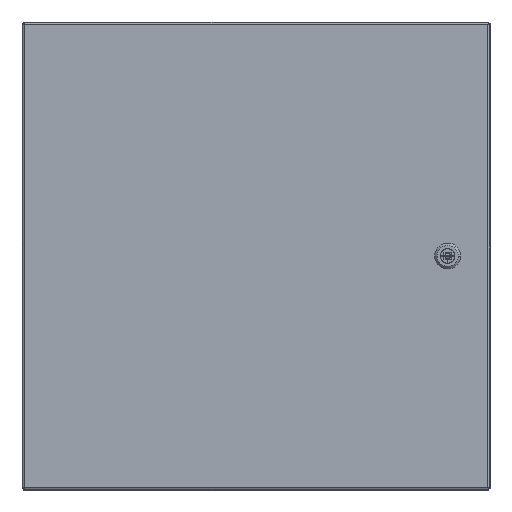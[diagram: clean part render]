
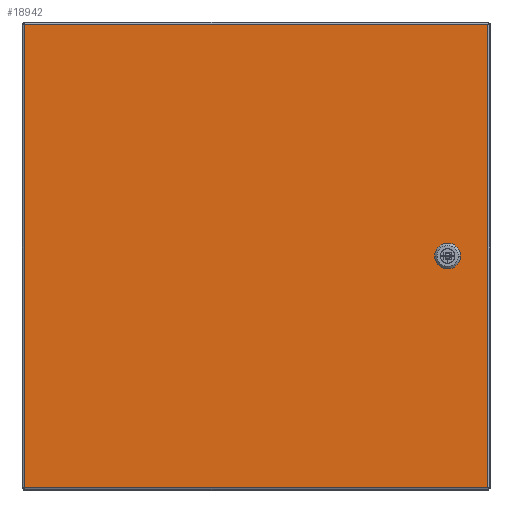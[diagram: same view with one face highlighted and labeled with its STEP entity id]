
A CAD part, front view. The second image highlights one B-rep face of the part: STEP entity #18942.
In plain terms, the highlighted planar face has unit normal (0, -1, 0).
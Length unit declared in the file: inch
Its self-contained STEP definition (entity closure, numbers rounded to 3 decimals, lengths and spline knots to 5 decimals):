
#28 = CARTESIAN_POINT ( 'NONE',  ( 9.901, -10.822, 9.898 ) ) ;
#168 = VERTEX_POINT ( 'NONE', #20966 ) ;
#453 = CARTESIAN_POINT ( 'NONE',  ( -9.896, -10.822, -9.899 ) ) ;
#1223 = PLANE ( 'NONE',  #10851 ) ;
#1286 = CARTESIAN_POINT ( 'NONE',  ( 8.422, -10.822, 0.395 ) ) ;
#1818 = CARTESIAN_POINT ( 'NONE',  ( -9.896, -10.822, 9.898 ) ) ;
#1858 = VECTOR ( 'NONE', #18030, 39.37008 ) ;
#2295 = LINE ( 'NONE', #10499, #18388 ) ;
#2821 = VECTOR ( 'NONE', #5746, 39.37008 ) ;
#3066 = DIRECTION ( 'NONE',  ( 0., -1., 0. ) ) ;
#3106 = CARTESIAN_POINT ( 'NONE',  ( 8.5865, -10.822, -0.2315 ) ) ;
#3110 = ORIENTED_EDGE ( 'NONE', *, *, #20615, .T. ) ;
#3306 = EDGE_CURVE ( 'NONE', #6561, #6787, #13296, .T. ) ;
#3710 = VECTOR ( 'NONE', #3779, 39.37008 ) ;
#3718 = DIRECTION ( 'NONE',  ( 0., 0., -1. ) ) ;
#3779 = DIRECTION ( 'NONE',  ( -0.707, 0., 0.707 ) ) ;
#5104 = CARTESIAN_POINT ( 'NONE',  ( 7.96, -10.822, -0.396 ) ) ;
#5118 = DIRECTION ( 'NONE',  ( 0.707, 0., 0.707 ) ) ;
#5223 = ORIENTED_EDGE ( 'NONE', *, *, #14805, .T. ) ;
#5421 = CARTESIAN_POINT ( 'NONE',  ( 8.5865, -10.822, 0.2305 ) ) ;
#5746 = DIRECTION ( 'NONE',  ( -1., 0., 0. ) ) ;
#5845 = ORIENTED_EDGE ( 'NONE', *, *, #18813, .T. ) ;
#6181 = VECTOR ( 'NONE', #15232, 39.37008 ) ;
#6561 = VERTEX_POINT ( 'NONE', #5104 ) ;
#6787 = VERTEX_POINT ( 'NONE', #19272 ) ;
#7122 = CARTESIAN_POINT ( 'NONE',  ( 9.901, -10.822, -9.899 ) ) ;
#7151 = LINE ( 'NONE', #15594, #2821 ) ;
#7305 = LINE ( 'NONE', #10336, #12611 ) ;
#7316 = VECTOR ( 'NONE', #5118, 39.37008 ) ;
#7630 = ORIENTED_EDGE ( 'NONE', *, *, #21209, .T. ) ;
#7792 = VERTEX_POINT ( 'NONE', #9515 ) ;
#8099 = DIRECTION ( 'NONE',  ( 1., 0., 0. ) ) ;
#8116 = ORIENTED_EDGE ( 'NONE', *, *, #21057, .T. ) ;
#8717 = CARTESIAN_POINT ( 'NONE',  ( 8.422, -10.822, 0.395 ) ) ;
#9055 = VERTEX_POINT ( 'NONE', #5421 ) ;
#9088 = VERTEX_POINT ( 'NONE', #13329 ) ;
#9515 = CARTESIAN_POINT ( 'NONE',  ( 7.96, -10.822, 0.395 ) ) ;
#9541 = EDGE_CURVE ( 'NONE', #7792, #14142, #7305, .T. ) ;
#9632 = VECTOR ( 'NONE', #8099, 39.37008 ) ;
#10268 = VECTOR ( 'NONE', #12144, 39.37008 ) ;
#10336 = CARTESIAN_POINT ( 'NONE',  ( 8.422, -10.822, 0.395 ) ) ;
#10499 = CARTESIAN_POINT ( 'NONE',  ( 7.7955, -10.822, 0.2305 ) ) ;
#10642 = VECTOR ( 'NONE', #3718, 39.37008 ) ;
#10851 = AXIS2_PLACEMENT_3D ( 'NONE', #19299, #3066, #20808 ) ;
#11852 = LINE ( 'NONE', #8717, #16342 ) ;
#12049 = EDGE_CURVE ( 'NONE', #9055, #9088, #15743, .T. ) ;
#12144 = DIRECTION ( 'NONE',  ( 0., 0., -1. ) ) ;
#12174 = DIRECTION ( 'NONE',  ( 0.707, 0., -0.707 ) ) ;
#12225 = CARTESIAN_POINT ( 'NONE',  ( 8.422, -10.822, -0.396 ) ) ;
#12611 = VECTOR ( 'NONE', #15441, 39.37008 ) ;
#12627 = VERTEX_POINT ( 'NONE', #7122 ) ;
#12679 = FACE_OUTER_BOUND ( 'NONE', #18111, .T. ) ;
#13177 = LINE ( 'NONE', #17742, #9632 ) ;
#13289 = VERTEX_POINT ( 'NONE', #17908 ) ;
#13296 = LINE ( 'NONE', #18377, #3710 ) ;
#13329 = CARTESIAN_POINT ( 'NONE',  ( 8.5865, -10.822, -0.2315 ) ) ;
#13333 = LINE ( 'NONE', #19946, #7316 ) ;
#13381 = LINE ( 'NONE', #16947, #16727 ) ;
#13418 = VERTEX_POINT ( 'NONE', #28 ) ;
#13623 = EDGE_CURVE ( 'NONE', #14782, #6561, #7151, .T. ) ;
#13700 = DIRECTION ( 'NONE',  ( 0., 0., 1. ) ) ;
#14142 = VERTEX_POINT ( 'NONE', #1286 ) ;
#14711 = EDGE_CURVE ( 'NONE', #13289, #7792, #13333, .T. ) ;
#14782 = VERTEX_POINT ( 'NONE', #12225 ) ;
#14805 = EDGE_CURVE ( 'NONE', #6787, #13289, #2295, .T. ) ;
#15126 = EDGE_LOOP ( 'NONE', ( #5223, #19628, #20924, #19202, #18551, #5845, #20749, #21120 ) ) ;
#15232 = DIRECTION ( 'NONE',  ( -1., 0., 0. ) ) ;
#15360 = EDGE_CURVE ( 'NONE', #14142, #9055, #11852, .T. ) ;
#15441 = DIRECTION ( 'NONE',  ( 1., 0., 0. ) ) ;
#15594 = CARTESIAN_POINT ( 'NONE',  ( 7.96, -10.822, -0.396 ) ) ;
#15596 = DIRECTION ( 'NONE',  ( 0., 0., 1. ) ) ;
#15743 = LINE ( 'NONE', #20409, #10268 ) ;
#16237 = VERTEX_POINT ( 'NONE', #16783 ) ;
#16342 = VECTOR ( 'NONE', #12174, 39.37008 ) ;
#16546 = EDGE_CURVE ( 'NONE', #12627, #13418, #13381, .T. ) ;
#16727 = VECTOR ( 'NONE', #13700, 39.37008 ) ;
#16783 = CARTESIAN_POINT ( 'NONE',  ( -9.896, -10.822, -9.899 ) ) ;
#16947 = CARTESIAN_POINT ( 'NONE',  ( 9.901, -10.822, -9.899 ) ) ;
#17742 = CARTESIAN_POINT ( 'NONE',  ( -9.896, -10.822, -9.899 ) ) ;
#17908 = CARTESIAN_POINT ( 'NONE',  ( 7.7955, -10.822, 0.2305 ) ) ;
#17931 = LINE ( 'NONE', #3106, #1858 ) ;
#18030 = DIRECTION ( 'NONE',  ( -0.707, 0., -0.707 ) ) ;
#18111 = EDGE_LOOP ( 'NONE', ( #21390, #7630, #3110, #8116 ) ) ;
#18377 = CARTESIAN_POINT ( 'NONE',  ( 7.7955, -10.822, -0.2315 ) ) ;
#18388 = VECTOR ( 'NONE', #15596, 39.37008 ) ;
#18551 = ORIENTED_EDGE ( 'NONE', *, *, #12049, .T. ) ;
#18813 = EDGE_CURVE ( 'NONE', #9088, #14782, #17931, .T. ) ;
#18942 = ADVANCED_FACE ( 'NONE', ( #12679, #21128 ), #1223, .T. ) ;
#19202 = ORIENTED_EDGE ( 'NONE', *, *, #15360, .T. ) ;
#19272 = CARTESIAN_POINT ( 'NONE',  ( 7.7955, -10.822, -0.2315 ) ) ;
#19299 = CARTESIAN_POINT ( 'NONE',  ( -9.896, -10.822, -9.899 ) ) ;
#19628 = ORIENTED_EDGE ( 'NONE', *, *, #14711, .T. ) ;
#19946 = CARTESIAN_POINT ( 'NONE',  ( 7.96, -10.822, 0.395 ) ) ;
#20276 = LINE ( 'NONE', #453, #10642 ) ;
#20336 = LINE ( 'NONE', #1818, #6181 ) ;
#20409 = CARTESIAN_POINT ( 'NONE',  ( 8.5865, -10.822, -0.2315 ) ) ;
#20615 = EDGE_CURVE ( 'NONE', #168, #16237, #20276, .T. ) ;
#20749 = ORIENTED_EDGE ( 'NONE', *, *, #13623, .T. ) ;
#20808 = DIRECTION ( 'NONE',  ( 0., 0., -1. ) ) ;
#20924 = ORIENTED_EDGE ( 'NONE', *, *, #9541, .T. ) ;
#20966 = CARTESIAN_POINT ( 'NONE',  ( -9.896, -10.822, 9.898 ) ) ;
#21057 = EDGE_CURVE ( 'NONE', #16237, #12627, #13177, .T. ) ;
#21120 = ORIENTED_EDGE ( 'NONE', *, *, #3306, .T. ) ;
#21128 = FACE_BOUND ( 'NONE', #15126, .T. ) ;
#21209 = EDGE_CURVE ( 'NONE', #13418, #168, #20336, .T. ) ;
#21390 = ORIENTED_EDGE ( 'NONE', *, *, #16546, .T. ) ;
